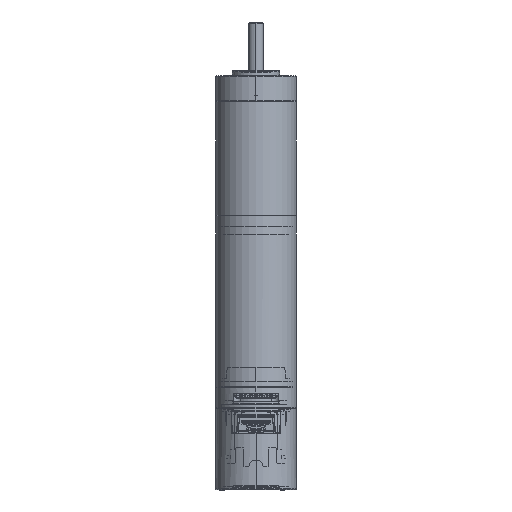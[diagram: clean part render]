
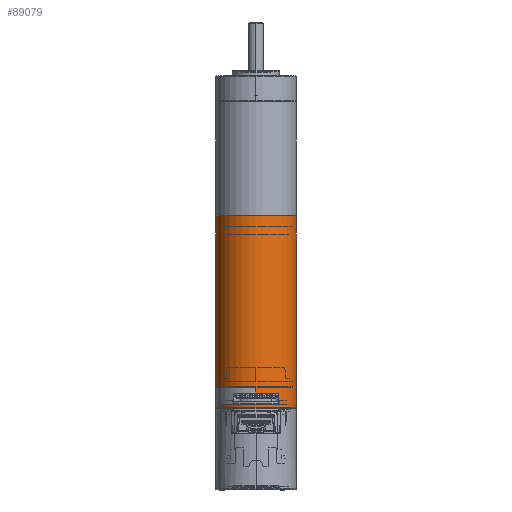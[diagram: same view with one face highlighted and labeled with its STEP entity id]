
A CAD part, front view. The second image highlights one B-rep face of the part: STEP entity #89079.
In plain terms, the highlighted cylindrical face has radius 11 mm (diameter 22 mm), a partial arc.
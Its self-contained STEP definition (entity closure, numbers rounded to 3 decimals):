
#18648=CARTESIAN_POINT('',(0.,0.,-4.5));
#18649=DIRECTION('',(0.,0.,-1.));
#18650=DIRECTION('',(0.,1.,0.));
#18651=AXIS2_PLACEMENT_3D('',#18648,#18649,#18650);
#18653=DIRECTION('',(0.,0.,-1.));
#18654=VECTOR('',#18653,1.);
#18655=CARTESIAN_POINT('',(-9.526,-5.5,-4.5));
#18656=LINE('',#18655,#18654);
#18657=CARTESIAN_POINT('',(6.168,-9.108,-4.3));
#18658=CARTESIAN_POINT('',(6.235,-9.063,
-4.367));
#18659=CARTESIAN_POINT('',(6.301,-9.017,
-4.434));
#18660=CARTESIAN_POINT('',(6.368,-8.97,-4.5));
#18662=DIRECTION('',(0.,0.,-1.));
#18663=VECTOR('',#18662,2.8);
#18664=CARTESIAN_POINT('',(6.168,-9.108,-1.5));
#18665=LINE('',#18664,#18663);
#18666=CARTESIAN_POINT('',(0.,0.,-1.5));
#18667=DIRECTION('',(0.,0.,-1.));
#18668=DIRECTION('',(0.561,-0.828,0.));
#18669=AXIS2_PLACEMENT_3D('',#18666,#18667,#18668);
#18671=CARTESIAN_POINT('',(0.,0.,0.));
#18672=DIRECTION('',(0.,0.,-1.));
#18673=DIRECTION('',(0.,-1.,0.));
#18674=AXIS2_PLACEMENT_3D('',#18671,#18672,#18673);
#18676=CARTESIAN_POINT('',(0.,0.,47.));
#18677=DIRECTION('',(0.,0.,-1.));
#18678=DIRECTION('',(1.,0.,0.));
#18679=AXIS2_PLACEMENT_3D('',#18676,#18677,#18678);
#18681=CARTESIAN_POINT('',(0.,0.,-4.5));
#18682=DIRECTION('',(0.,0.,-1.));
#18683=DIRECTION('',(-0.579,-0.815,0.));
#18684=AXIS2_PLACEMENT_3D('',#18681,#18682,#18683);
#18686=DIRECTION('',(0.,0.,-1.));
#18687=VECTOR('',#18686,1.);
#18688=CARTESIAN_POINT('',(9.526,5.5,-4.5));
#18689=LINE('',#18688,#18687);
#18690=DIRECTION('',(0.,0.,1.));
#18691=VECTOR('',#18690,4.5);
#18692=CARTESIAN_POINT('',(0.,11.,-4.5));
#18693=LINE('',#18692,#18691);
#18694=CARTESIAN_POINT('',(0.,0.,0.));
#18695=DIRECTION('',(0.,0.,-1.));
#18696=DIRECTION('',(0.,1.,0.));
#18697=AXIS2_PLACEMENT_3D('',#18694,#18695,#18696);
#18699=DIRECTION('',(0.,0.,1.));
#18700=VECTOR('',#18699,47.);
#18701=CARTESIAN_POINT('',(11.,0.,0.));
#18702=LINE('',#18701,#18700);
#18708=DIRECTION('',(0.,0.,-1.));
#18709=VECTOR('',#18708,47.);
#18710=CARTESIAN_POINT('',(-11.,0.,47.));
#18711=LINE('',#18710,#18709);
#18712=DIRECTION('',(0.,0.,1.));
#18713=VECTOR('',#18712,1.5);
#18714=CARTESIAN_POINT('',(0.,-11.,-1.5));
#18715=LINE('',#18714,#18713);
#18730=CARTESIAN_POINT('',(0.,0.,-5.5));
#18731=DIRECTION('',(0.,0.,-1.));
#18732=DIRECTION('',(0.866,0.5,0.));
#18733=AXIS2_PLACEMENT_3D('',#18730,#18731,#18732);
#23253=CARTESIAN_POINT('',(0.,0.,-4.5));
#23254=DIRECTION('',(0.,0.,1.));
#23255=DIRECTION('',(-0.579,-0.815,0.));
#23256=AXIS2_PLACEMENT_3D('',#23253,#23254,#23255);
#59040=CARTESIAN_POINT('',(11.,0.,47.));
#59041=CARTESIAN_POINT('',(-11.,0.,47.));
#59042=VERTEX_POINT('',#59040);
#59043=VERTEX_POINT('',#59041);
#59156=CARTESIAN_POINT('',(6.168,-9.108,-1.5));
#59157=CARTESIAN_POINT('',(0.,-11.,-1.5));
#59158=VERTEX_POINT('',#59156);
#59159=VERTEX_POINT('',#59157);
#59222=CARTESIAN_POINT('',(6.168,-9.108,-4.3));
#59224=VERTEX_POINT('',#59222);
#59267=CARTESIAN_POINT('',(0.,-11.,0.));
#59268=CARTESIAN_POINT('',(-11.,0.,0.));
#59269=VERTEX_POINT('',#59267);
#59270=VERTEX_POINT('',#59268);
#59271=CARTESIAN_POINT('',(0.,11.,0.));
#59272=CARTESIAN_POINT('',(11.,0.,0.));
#59273=VERTEX_POINT('',#59271);
#59274=VERTEX_POINT('',#59272);
#61322=CARTESIAN_POINT('',(-9.526,-5.5,-5.5));
#61323=CARTESIAN_POINT('',(9.526,5.5,-5.5));
#61324=VERTEX_POINT('',#61322);
#61325=VERTEX_POINT('',#61323);
#65777=CARTESIAN_POINT('',(0.,11.,-4.5));
#65778=CARTESIAN_POINT('',(9.526,5.5,-4.5));
#65779=VERTEX_POINT('',#65777);
#65780=VERTEX_POINT('',#65778);
#65781=CARTESIAN_POINT('',(-6.368,-8.97,-4.5));
#65782=CARTESIAN_POINT('',(-9.526,-5.5,-4.5));
#65783=VERTEX_POINT('',#65781);
#65784=VERTEX_POINT('',#65782);
#65802=CARTESIAN_POINT('',(6.368,-8.97,-4.5));
#65804=VERTEX_POINT('',#65802);
#89042=CARTESIAN_POINT('',(0.,0.,48.3));
#89043=DIRECTION('',(0.,0.,-1.));
#89044=DIRECTION('',(1.,0.,0.));
#89045=AXIS2_PLACEMENT_3D('',#89042,#89043,#89044);
#89046=CYLINDRICAL_SURFACE('',#89045,11.);
#89048=ORIENTED_EDGE('',*,*,#89047,.T.);
#89050=ORIENTED_EDGE('',*,*,#89049,.T.);
#89052=ORIENTED_EDGE('',*,*,#89051,.T.);
#89054=ORIENTED_EDGE('',*,*,#89053,.F.);
#89056=ORIENTED_EDGE('',*,*,#89055,.F.);
#89058=ORIENTED_EDGE('',*,*,#89057,.T.);
#89060=ORIENTED_EDGE('',*,*,#89059,.F.);
#89061=ORIENTED_EDGE('',*,*,#89030,.F.);
#89062=ORIENTED_EDGE('',*,*,#85666,.T.);
#89064=ORIENTED_EDGE('',*,*,#89063,.T.);
#89066=ORIENTED_EDGE('',*,*,#89065,.T.);
#89068=ORIENTED_EDGE('',*,*,#89067,.F.);
#89070=ORIENTED_EDGE('',*,*,#89069,.F.);
#89072=ORIENTED_EDGE('',*,*,#89071,.F.);
#89074=ORIENTED_EDGE('',*,*,#89073,.F.);
#89076=ORIENTED_EDGE('',*,*,#89075,.F.);
#89077=EDGE_LOOP('',(#89048,#89050,#89052,#89054,#89056,#89058,#89060,#89061,
#89062,#89064,#89066,#89068,#89070,#89072,#89074,#89076));
#89078=FACE_OUTER_BOUND('',#89077,.F.);
#89079=ADVANCED_FACE('',(#89078),#89046,.T.);
#18652=CIRCLE('',#18651,11.);
#18661=B_SPLINE_CURVE_WITH_KNOTS('',3,(#18657,#18658,#18659,#18660),
.UNSPECIFIED.,.F.,.F.,(4,4),(0.,1.),.UNSPECIFIED.);
#18670=CIRCLE('',#18669,11.);
#18675=CIRCLE('',#18674,11.);
#18680=CIRCLE('',#18679,11.);
#18685=CIRCLE('',#18684,11.);
#18698=CIRCLE('',#18697,11.);
#18734=CIRCLE('',#18733,11.);
#23257=CIRCLE('',#23256,11.);
#85666=EDGE_CURVE('',#59158,#59159,#18670,.T.);
#89030=EDGE_CURVE('',#59158,#59224,#18665,.T.);
#89047=EDGE_CURVE('',#65779,#65780,#18652,.T.);
#89049=EDGE_CURVE('',#65780,#61325,#18689,.T.);
#89051=EDGE_CURVE('',#61325,#61324,#18734,.T.);
#89053=EDGE_CURVE('',#65784,#61324,#18656,.T.);
#89055=EDGE_CURVE('',#65783,#65784,#18685,.T.);
#89057=EDGE_CURVE('',#65783,#65804,#23257,.T.);
#89059=EDGE_CURVE('',#59224,#65804,#18661,.T.);
#89063=EDGE_CURVE('',#59159,#59269,#18715,.T.);
#89065=EDGE_CURVE('',#59269,#59270,#18675,.T.);
#89067=EDGE_CURVE('',#59043,#59270,#18711,.T.);
#89069=EDGE_CURVE('',#59042,#59043,#18680,.T.);
#89071=EDGE_CURVE('',#59274,#59042,#18702,.T.);
#89073=EDGE_CURVE('',#59273,#59274,#18698,.T.);
#89075=EDGE_CURVE('',#65779,#59273,#18693,.T.);
